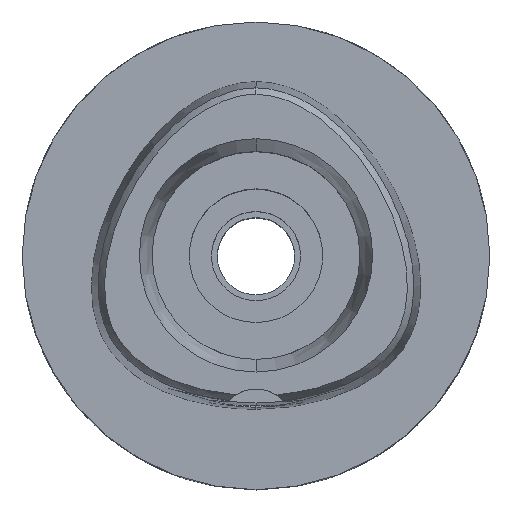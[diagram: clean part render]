
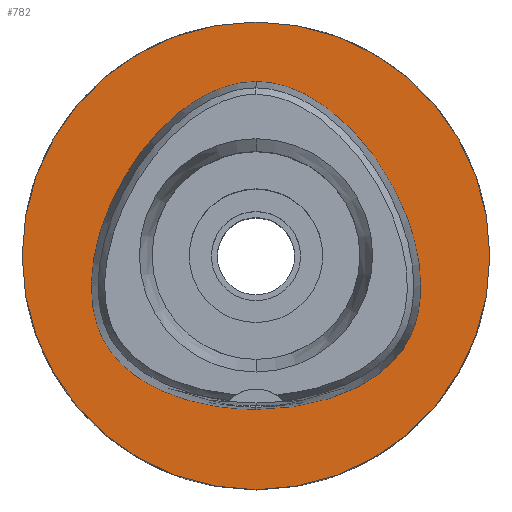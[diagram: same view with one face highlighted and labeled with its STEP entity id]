
A CAD part, top view. The second image highlights one B-rep face of the part: STEP entity #782.
In plain terms, the highlighted planar face has unit normal (0, 0, 1).
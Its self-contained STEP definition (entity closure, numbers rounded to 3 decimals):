
#19 = CARTESIAN_POINT ( 'NONE',  ( 0., 0., 0. ) ) ;
#28 = EDGE_CURVE ( 'NONE', #4357, #1009, #3648, .T. ) ;
#81 = CARTESIAN_POINT ( 'NONE',  ( 18.068, 10.432, 0. ) ) ;
#104 = CARTESIAN_POINT ( 'NONE',  ( 0., 23.475, 0. ) ) ;
#158 = CARTESIAN_POINT ( 'NONE',  ( 6.341, -20.298, 0. ) ) ;
#263 = CARTESIAN_POINT ( 'NONE',  ( -19.649, -12.825, 0. ) ) ;
#360 = B_SPLINE_CURVE_WITH_KNOTS ( 'NONE', 3,
 ( #4899, #2108, #158, #1333, #889, #3669, #4844, #4090, #2438, #2904, #2463, #552, #4821, #4453, #4020, #81, #1282, #1259, #2057, #1639, #2130, #4069, #104 ),
 .UNSPECIFIED., .F., .F.,
 ( 4, 1, 1, 1, 1, 1, 1, 1, 1, 1, 1, 1, 1, 1, 1, 1, 1, 1, 1, 1, 4 ),
 ( 0., 0.083, 0.167, 0.208, 0.25, 0.292, 0.313, 0.333, 0.354, 0.375, 0.417, 0.458, 0.5, 0.583, 0.667, 0.75, 0.833, 0.875, 0.917, 0.958, 1. ),
 .UNSPECIFIED. ) ;
#376 = CARTESIAN_POINT ( 'NONE',  ( 0., 23.475, 0. ) ) ;
#396 = AXIS2_PLACEMENT_3D ( 'NONE', #2337, #2998, #2231 ) ;
#403 = CIRCLE ( 'NONE', #5030, 31.5 ) ;
#552 = CARTESIAN_POINT ( 'NONE',  ( 22.057, -6.848, 0. ) ) ;
#683 = CARTESIAN_POINT ( 'NONE',  ( -2.114, -20.675, 0. ) ) ;
#733 = CARTESIAN_POINT ( 'NONE',  ( -21.555, -8.996, 0. ) ) ;
#760 = PLANE ( 'NONE',  #396 ) ;
#782 = ADVANCED_FACE ( 'NONE', ( #2718, #4302 ), #760, .F. ) ;
#811 = EDGE_LOOP ( 'NONE', ( #5064, #2329 ) ) ;
#889 = CARTESIAN_POINT ( 'NONE',  ( 14.673, -17.214, 0. ) ) ;
#1009 = VERTEX_POINT ( 'NONE', #4550 ) ;
#1082 = EDGE_LOOP ( 'NONE', ( #1519, #3407 ) ) ;
#1259 = CARTESIAN_POINT ( 'NONE',  ( 10.746, 19.174, 0. ) ) ;
#1282 = CARTESIAN_POINT ( 'NONE',  ( 14.408, 15.641, 0. ) ) ;
#1304 = VERTEX_POINT ( 'NONE', #2136 ) ;
#1333 = CARTESIAN_POINT ( 'NONE',  ( 11.233, -18.893, 0. ) ) ;
#1388 = VERTEX_POINT ( 'NONE', #4227 ) ;
#1457 = CARTESIAN_POINT ( 'NONE',  ( -11.233, -18.893, 0. ) ) ;
#1519 = ORIENTED_EDGE ( 'NONE', *, *, #4714, .F. ) ;
#1537 = CARTESIAN_POINT ( 'NONE',  ( -7.571, 21.315, 0. ) ) ;
#1564 = CARTESIAN_POINT ( 'NONE',  ( 0., 23.475, 0. ) ) ;
#1639 = CARTESIAN_POINT ( 'NONE',  ( 5.098, 22.526, 0. ) ) ;
#1943 = EDGE_CURVE ( 'NONE', #1388, #1304, #403, .T. ) ;
#1953 = CARTESIAN_POINT ( 'NONE',  ( -5.098, 22.526, 0. ) ) ;
#2057 = CARTESIAN_POINT ( 'NONE',  ( 7.571, 21.315, 0. ) ) ;
#2108 = CARTESIAN_POINT ( 'NONE',  ( 2.114, -20.675, 0. ) ) ;
#2111 = DIRECTION ( 'NONE',  ( 0., 0., -1. ) ) ;
#2130 = CARTESIAN_POINT ( 'NONE',  ( 2.565, 23.293, 0. ) ) ;
#2136 = CARTESIAN_POINT ( 'NONE',  ( 0., 31.5, 0. ) ) ;
#2162 = CARTESIAN_POINT ( 'NONE',  ( 0., 0., 0. ) ) ;
#2231 = DIRECTION ( 'NONE',  ( 0., -1., 0. ) ) ;
#2238 = CARTESIAN_POINT ( 'NONE',  ( -20.932, -10.604, 0. ) ) ;
#2285 = CARTESIAN_POINT ( 'NONE',  ( -0.855, 23.475, 0. ) ) ;
#2300 = DIRECTION ( 'NONE',  ( 0., -1., 0. ) ) ;
#2314 = CARTESIAN_POINT ( 'NONE',  ( -18.568, -14.169, 0. ) ) ;
#2329 = ORIENTED_EDGE ( 'NONE', *, *, #3832, .F. ) ;
#2337 = CARTESIAN_POINT ( 'NONE',  ( 0., 0., 0. ) ) ;
#2341 = CARTESIAN_POINT ( 'NONE',  ( -10.746, 19.174, 0. ) ) ;
#2438 = CARTESIAN_POINT ( 'NONE',  ( 20.35, -11.749, 0. ) ) ;
#2463 = CARTESIAN_POINT ( 'NONE',  ( 21.555, -8.996, 0. ) ) ;
#2718 = FACE_OUTER_BOUND ( 'NONE', #1082, .T. ) ;
#2721 = AXIS2_PLACEMENT_3D ( 'NONE', #2162, #2111, #3696 ) ;
#2904 = CARTESIAN_POINT ( 'NONE',  ( 20.932, -10.604, 0. ) ) ;
#2998 = DIRECTION ( 'NONE',  ( 0., 0., -1. ) ) ;
#3407 = ORIENTED_EDGE ( 'NONE', *, *, #1943, .F. ) ;
#3429 = CARTESIAN_POINT ( 'NONE',  ( -14.673, -17.214, 0. ) ) ;
#3473 = DIRECTION ( 'NONE',  ( 0., 0., -1. ) ) ;
#3486 = CARTESIAN_POINT ( 'NONE',  ( -22.245, -4.1, 0. ) ) ;
#3530 = CARTESIAN_POINT ( 'NONE',  ( 0., -20.675, 0. ) ) ;
#3648 = B_SPLINE_CURVE_WITH_KNOTS ( 'NONE', 3,
 ( #1564, #2285, #3852, #1953, #1537, #2341, #4198, #4248, #5000, #3907, #3486, #4668, #733, #2238, #5083, #263, #2314, #4695, #3429, #1457, #4225, #683, #3530 ),
 .UNSPECIFIED., .F., .F.,
 ( 4, 1, 1, 1, 1, 1, 1, 1, 1, 1, 1, 1, 1, 1, 1, 1, 1, 1, 1, 1, 4 ),
 ( 0., 0.042, 0.083, 0.125, 0.167, 0.25, 0.333, 0.417, 0.5, 0.542, 0.583, 0.625, 0.646, 0.667, 0.688, 0.708, 0.75, 0.792, 0.833, 0.917, 1. ),
 .UNSPECIFIED. ) ;
#3669 = CARTESIAN_POINT ( 'NONE',  ( 16.959, -15.678, 0. ) ) ;
#3696 = DIRECTION ( 'NONE',  ( 0., 1., 0. ) ) ;
#3810 = CIRCLE ( 'NONE', #2721, 31.5 ) ;
#3832 = EDGE_CURVE ( 'NONE', #1009, #4357, #360, .T. ) ;
#3852 = CARTESIAN_POINT ( 'NONE',  ( -2.565, 23.293, 0. ) ) ;
#3907 = CARTESIAN_POINT ( 'NONE',  ( -21.978, -0.281, 0. ) ) ;
#4020 = CARTESIAN_POINT ( 'NONE',  ( 20.749, 4.657, 0. ) ) ;
#4069 = CARTESIAN_POINT ( 'NONE',  ( 0.855, 23.475, 0. ) ) ;
#4090 = CARTESIAN_POINT ( 'NONE',  ( 19.649, -12.825, 0. ) ) ;
#4198 = CARTESIAN_POINT ( 'NONE',  ( -14.408, 15.641, 0. ) ) ;
#4225 = CARTESIAN_POINT ( 'NONE',  ( -6.341, -20.298, 0. ) ) ;
#4227 = CARTESIAN_POINT ( 'NONE',  ( 0., -31.5, 0. ) ) ;
#4248 = CARTESIAN_POINT ( 'NONE',  ( -18.068, 10.432, 0. ) ) ;
#4302 = FACE_BOUND ( 'NONE', #811, .T. ) ;
#4357 = VERTEX_POINT ( 'NONE', #376 ) ;
#4453 = CARTESIAN_POINT ( 'NONE',  ( 21.978, -0.281, 0. ) ) ;
#4550 = CARTESIAN_POINT ( 'NONE',  ( 0., -20.675, 0. ) ) ;
#4668 = CARTESIAN_POINT ( 'NONE',  ( -22.057, -6.848, 0. ) ) ;
#4695 = CARTESIAN_POINT ( 'NONE',  ( -16.959, -15.678, 0. ) ) ;
#4714 = EDGE_CURVE ( 'NONE', #1304, #1388, #3810, .T. ) ;
#4821 = CARTESIAN_POINT ( 'NONE',  ( 22.245, -4.1, 0. ) ) ;
#4844 = CARTESIAN_POINT ( 'NONE',  ( 18.568, -14.169, 0. ) ) ;
#4899 = CARTESIAN_POINT ( 'NONE',  ( 0., -20.675, 0. ) ) ;
#5000 = CARTESIAN_POINT ( 'NONE',  ( -20.749, 4.657, 0. ) ) ;
#5030 = AXIS2_PLACEMENT_3D ( 'NONE', #19, #3473, #2300 ) ;
#5064 = ORIENTED_EDGE ( 'NONE', *, *, #28, .F. ) ;
#5083 = CARTESIAN_POINT ( 'NONE',  ( -20.35, -11.749, 0. ) ) ;
